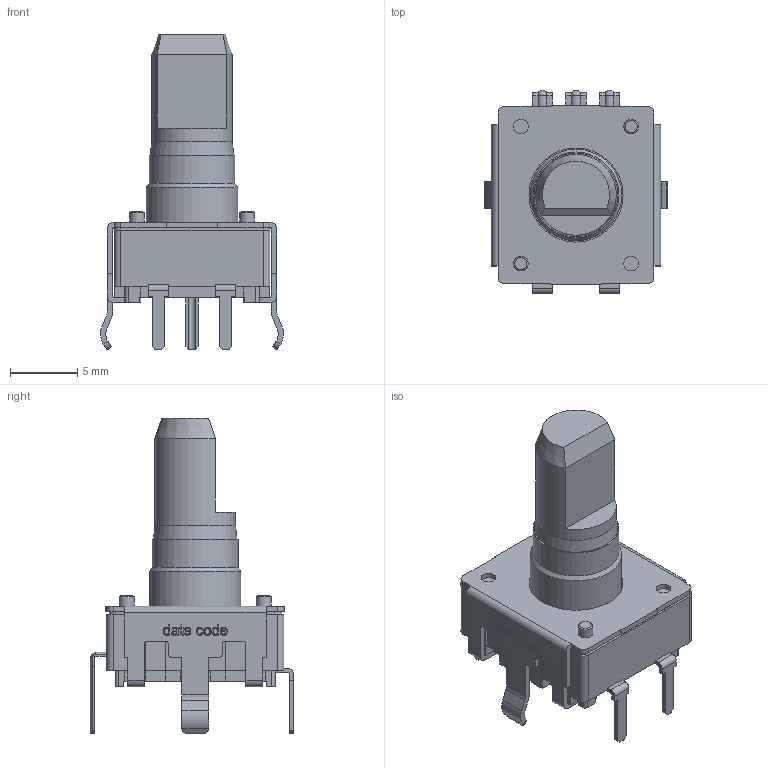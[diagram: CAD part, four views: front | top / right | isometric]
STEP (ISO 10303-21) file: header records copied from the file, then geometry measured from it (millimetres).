
FILE_DESCRIPTION(/* description */ ('Unknown'),/* implementation_level */ '2;1');
FILE_NAME(/* name */ '482024764004',/* time_stamp */ '2020-10-26T12:58:22+01:00',/* author */ ('Unknown'),/* organization */ ('Unknown'),/* preprocessor_version */ 'ST-DEVELOPER v16.7',/* originating_system */ 'DEX',/* authorisation */ $);
FILE_SCHEMA (('AUTOMOTIVE_DESIGN {1 0 10303 214 3 1 1}'));
Length unit declared in the file: millimetre
Products named in the file (8): 482016564002; Base; plate; Base_2; contact_plate; pin; pin_mir1; pin_left
Assembly tree (9 placements, depth 2):
  482016564002
    Base
    plate
    Base_2
    contact_plate
    pin  x2
    pin_mir1
    pin_left  x2
Bounding box: 13.62 x 15.12 x 23.5 mm (x, y, z)
Volume: 1269.9 mm3; surface area: 1993.9 mm2
Topology: 9 solids, 9 shells, 499 faces, 1346 edges, 881 vertices
Faces by surface type: plane 352, cylinder 108, bspline 28, sphere 6, cone 5
Full cylindrical faces by diameter (mm): 1.1 x6, 6 x1, 6.391 x1, 6.8 x1, 7 x1
Entity records: 16871 total; most frequent: CARTESIAN_POINT 4012, ORIENTED_EDGE 2382, DIRECTION 2078, EDGE_CURVE 1191, LINE 822, VECTOR 822, VERTEX_POINT 794, AXIS2_PLACEMENT_3D 628
